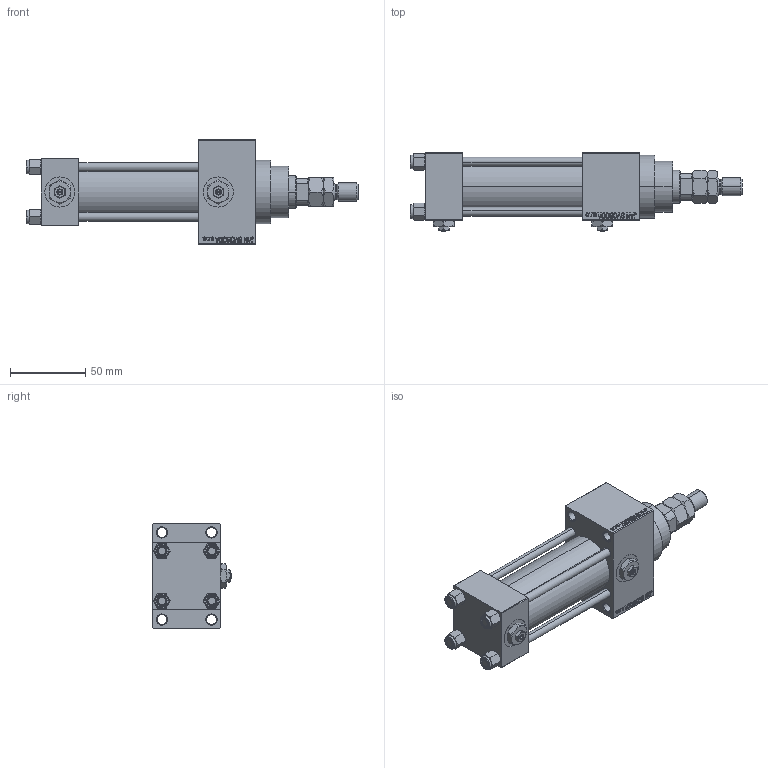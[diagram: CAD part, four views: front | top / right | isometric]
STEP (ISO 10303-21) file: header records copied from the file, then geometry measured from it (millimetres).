
FILE_DESCRIPTION (( 'STEP AP203' ), '1' );
FILE_NAME ('dbdc.STEP', '2022-04-15T07:19:33', ( '' ), ( '' ), 'SwSTEP 2.0', 'SolidWorks 2019', '' );
FILE_SCHEMA (( 'CONFIG_CONTROL_DESIGN' ));
Length unit declared in the file: millimetre
Products named in the file (8): V215CR_D_TYCINKA aa4804a97772c22474fc3d99f36a3785; V215_VC_A aa4804a97772c22474fc3d99f36a3785; V215CR_D_Body aa4804a97772c22474fc3d99f36a3785; Zatka_pro_OIL_PORT aa4804a97772c22474fc3d99f36a3785; NUT_M5_D aa4804a97772c22474fc3d99f36a3785; MTA aa4804a97772c22474fc3d99f36a3785; dbdc; V215CR_VCP_D aa4804a97772c22474fc3d99f36a3785
Assembly tree (14 placements, depth 2):
  dbdc
    V215CR_D_Body aa4804a97772c22474fc3d99f36a3785
    V215CR_VCP_D aa4804a97772c22474fc3d99f36a3785
    NUT_M5_D aa4804a97772c22474fc3d99f36a3785  x4
    V215CR_D_TYCINKA aa4804a97772c22474fc3d99f36a3785  x4
    V215_VC_A aa4804a97772c22474fc3d99f36a3785
    MTA aa4804a97772c22474fc3d99f36a3785
    Zatka_pro_OIL_PORT aa4804a97772c22474fc3d99f36a3785  x2
Bounding box: 221 x 52 x 70 mm (x, y, z)
Volume: 274915.3 mm3; surface area: 94362.5 mm2
Topology: 14 solids, 14 shells, 1253 faces, 3072 edges, 1965 vertices
Faces by surface type: plane 557, bspline 368, cone 214, cylinder 104, torus 10
Entity records: 50712 total; most frequent: CARTESIAN_POINT 26174, ORIENTED_EDGE 5444, DIRECTION 3620, EDGE_CURVE 2722, VERTEX_POINT 1763, LINE 1570, VECTOR 1570, EDGE_LOOP 1231
